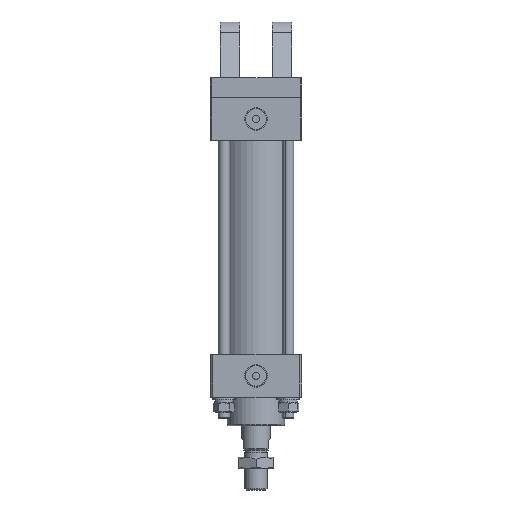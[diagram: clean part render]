
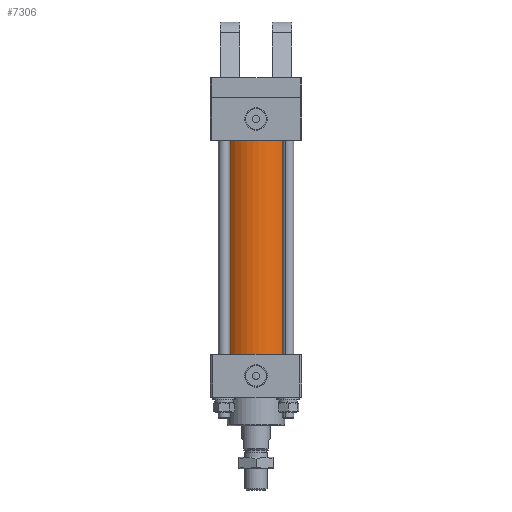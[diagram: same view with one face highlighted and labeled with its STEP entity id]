
A CAD part, front view. The second image highlights one B-rep face of the part: STEP entity #7306.
In plain terms, the highlighted cylindrical face has radius 25 mm (diameter 50 mm), a partial arc.
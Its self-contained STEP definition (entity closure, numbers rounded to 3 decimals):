
#491 = CARTESIAN_POINT ( 'NONE',  ( -25., 0., 150. ) ) ;
#493 = CARTESIAN_POINT ( 'NONE',  ( 25., 0., 150. ) ) ;
#495 = CARTESIAN_POINT ( 'NONE',  ( 25., 0., 0. ) ) ;
#496 = CARTESIAN_POINT ( 'NONE',  ( -25., 0., 0. ) ) ;
#1486 = DIRECTION ( 'NONE',  ( -1., 0., 0. ) ) ;
#1489 = DIRECTION ( 'NONE',  ( 0., 0., -1. ) ) ;
#1490 = CARTESIAN_POINT ( 'NONE',  ( 0., 0., 150. ) ) ;
#1683 = AXIS2_PLACEMENT_3D ( 'NONE', #1490, #1489, #1486 ) ;
#2120 = CARTESIAN_POINT ( 'NONE',  ( 0., 0., 0. ) ) ;
#2121 = DIRECTION ( 'NONE',  ( 0., 0., 1. ) ) ;
#2122 = DIRECTION ( 'NONE',  ( 1., 0., 0. ) ) ;
#2127 = CARTESIAN_POINT ( 'NONE',  ( 0., 0., 150. ) ) ;
#2128 = DIRECTION ( 'NONE',  ( 0., 0., 1. ) ) ;
#2129 = DIRECTION ( 'NONE',  ( 1., 0., 0. ) ) ;
#2137 = CARTESIAN_POINT ( 'NONE',  ( -25., 0., 150. ) ) ;
#2143 = DIRECTION ( 'NONE',  ( 0., 0., -1. ) ) ;
#2145 = DIRECTION ( 'NONE',  ( 0., 0., -1. ) ) ;
#2146 = CARTESIAN_POINT ( 'NONE',  ( 25., 0., 150. ) ) ;
#2753 = EDGE_LOOP ( 'NONE', ( #2980, #2844, #2948, #6986 ) ) ;
#2844 = ORIENTED_EDGE ( 'NONE', *, *, #5151, .F. ) ;
#2948 = ORIENTED_EDGE ( 'NONE', *, *, #5158, .T. ) ;
#2980 = ORIENTED_EDGE ( 'NONE', *, *, #5160, .F. ) ;
#4745 = CIRCLE ( 'NONE', #5507, 25. ) ;
#4747 = CIRCLE ( 'NONE', #5509, 25. ) ;
#4754 = LINE ( 'NONE', #2137, #4760 ) ;
#4757 = LINE ( 'NONE', #2146, #4763 ) ;
#4760 = VECTOR ( 'NONE', #2145, 1000. ) ;
#4763 = VECTOR ( 'NONE', #2143, 1000. ) ;
#5149 = EDGE_CURVE ( 'NONE', #6660, #6659, #4745, .T. ) ;
#5151 = EDGE_CURVE ( 'NONE', #6655, #6657, #4747, .T. ) ;
#5158 = EDGE_CURVE ( 'NONE', #6655, #6660, #4754, .T. ) ;
#5160 = EDGE_CURVE ( 'NONE', #6657, #6659, #4757, .T. ) ;
#5507 = AXIS2_PLACEMENT_3D ( 'NONE', #2120, #2121, #2122 ) ;
#5509 = AXIS2_PLACEMENT_3D ( 'NONE', #2127, #2128, #2129 ) ;
#6467 = FACE_OUTER_BOUND ( 'NONE', #2753, .T. ) ;
#6471 = CYLINDRICAL_SURFACE ( 'NONE', #1683, 25. ) ;
#6655 = VERTEX_POINT ( 'NONE', #491 ) ;
#6657 = VERTEX_POINT ( 'NONE', #493 ) ;
#6659 = VERTEX_POINT ( 'NONE', #495 ) ;
#6660 = VERTEX_POINT ( 'NONE', #496 ) ;
#6986 = ORIENTED_EDGE ( 'NONE', *, *, #5149, .T. ) ;
#7306 = ADVANCED_FACE ( 'NONE', ( #6467 ), #6471, .T. ) ;
